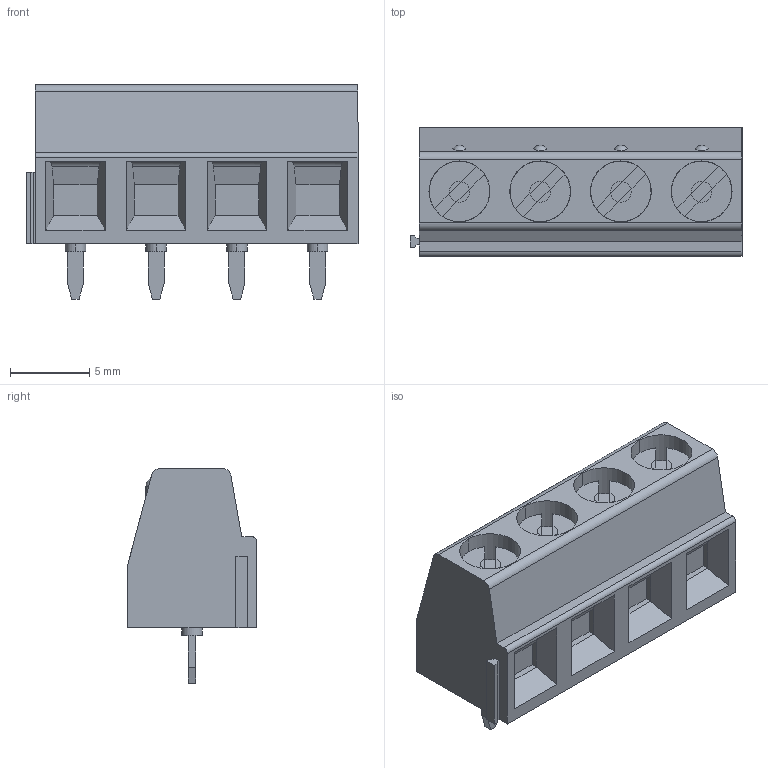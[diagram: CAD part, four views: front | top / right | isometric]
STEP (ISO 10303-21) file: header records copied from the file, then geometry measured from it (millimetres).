
FILE_DESCRIPTION(('Creo Elements/Direct Modeling STEP Export'),'2;1');
FILE_NAME('model.stp','2018-02-10T 3:40:13',(''),(''),'Creo Elements/Direct Modeling STEP processor for AP214 (Solid Model)','Creo Elements/Direct Modeling 18.1I 14-Aug-2016 (C) Parametric Technology GmbH','');
FILE_SCHEMA(('AUTOMOTIVE_DESIGN { 1 0 10303 214 1 1 1 1 }'));
Length unit declared in the file: millimetre
Products named in the file (2): mkdsn_1.5-4-5.08
Assembly tree (1 placements, depth 2):
  mkdsn_1.5-4-5.08
    mkdsn_1.5-4-5.08
Bounding box: 20.89 x 8.1 x 13.5 mm (x, y, z)
Volume: 1311.1 mm3; surface area: 1142.5 mm2
Topology: 1 solids, 1 shells, 228 faces, 550 edges, 352 vertices
Faces by surface type: plane 170, cylinder 50, sphere 4, cone 4
Entity records: 8755 total; most frequent: CARTESIAN_POINT 1690, ORIENTED_EDGE 1100, DIRECTION 1028, EDGE_CURVE 550, VECTOR 384, LINE 384, VERTEX_POINT 352, AXIS2_PLACEMENT_3D 322
